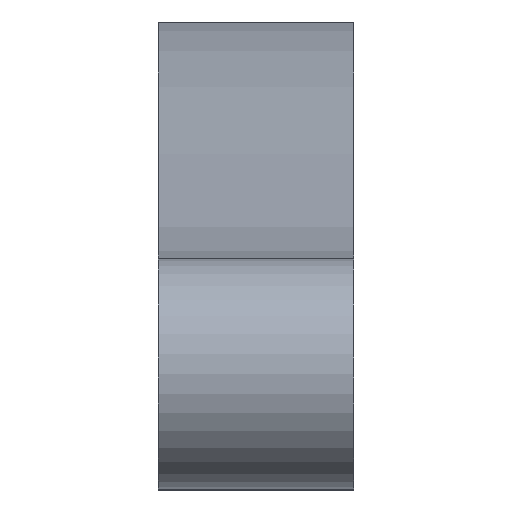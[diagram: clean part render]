
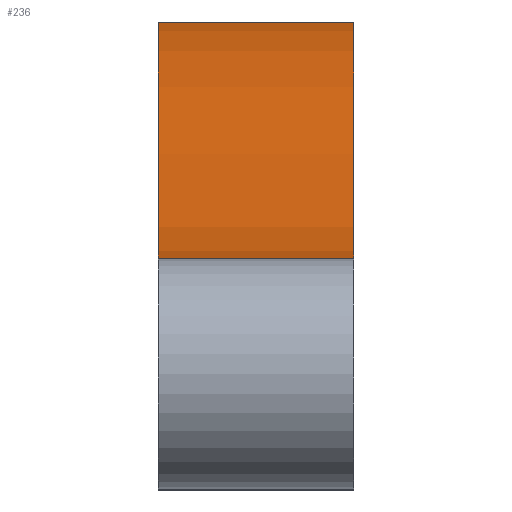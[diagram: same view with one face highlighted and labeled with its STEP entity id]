
A CAD part, top view. The second image highlights one B-rep face of the part: STEP entity #236.
In plain terms, the highlighted free-form (B-spline) face has degree [3, 1] with [4, 2] control points.
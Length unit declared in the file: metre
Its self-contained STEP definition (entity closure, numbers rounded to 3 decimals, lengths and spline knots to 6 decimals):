
#39=LINE('',#355,#58);
#40=LINE('',#362,#59);
#58=VECTOR('',#283,1.);
#59=VECTOR('',#284,1.);
#77=ORIENTED_EDGE('',*,*,#139,.F.);
#78=ORIENTED_EDGE('',*,*,#140,.F.);
#79=ORIENTED_EDGE('',*,*,#141,.T.);
#80=ORIENTED_EDGE('',*,*,#142,.T.);
#139=EDGE_CURVE('',#170,#171,#192,.T.);
#140=EDGE_CURVE('',#172,#170,#39,.T.);
#141=EDGE_CURVE('',#172,#173,#193,.T.);
#142=EDGE_CURVE('',#173,#171,#40,.T.);
#170=VERTEX_POINT('',#353);
#171=VERTEX_POINT('',#354);
#172=VERTEX_POINT('',#356);
#173=VERTEX_POINT('',#361);
#192=B_SPLINE_CURVE_WITH_KNOTS('',3,(#349,#350,#351,#352),.UNSPECIFIED.,
 .F.,.F.,(4,4),(0.,1.),.UNSPECIFIED.);
#193=B_SPLINE_CURVE_WITH_KNOTS('',3,(#357,#358,#359,#360),.UNSPECIFIED.,
 .F.,.F.,(4,4),(0.,1.),.UNSPECIFIED.);
#196=EDGE_LOOP('',(#77,#78,#79,#80));
#215=FACE_BOUND('',#196,.T.);
#234=B_SPLINE_SURFACE_WITH_KNOTS('',3,1,((#341,#342),(#343,#344),(#345,
#346),(#347,#348)),.SURF_OF_LINEAR_EXTRUSION.,.F.,.F.,.F.,(4,4),(2,2),(0.,
1.),(0.,1.),.PIECEWISE_BEZIER_KNOTS.);
#236=ADVANCED_FACE('',(#215),#234,.T.);
#283=DIRECTION('',(1.,0.,0.));
#284=DIRECTION('',(1.,0.,0.));
#341=CARTESIAN_POINT('',(0.,0.017872,-0.063753));
#342=CARTESIAN_POINT('',(0.0085,0.017872,-0.063753));
#343=CARTESIAN_POINT('',(0.,0.026564,-0.045929));
#344=CARTESIAN_POINT('',(0.0085,0.026564,-0.045929));
#345=CARTESIAN_POINT('',(0.,0.01,-0.031059));
#346=CARTESIAN_POINT('',(0.0085,0.01,-0.031059));
#347=CARTESIAN_POINT('',(0.,0.01,-0.013695));
#348=CARTESIAN_POINT('',(0.0085,0.01,-0.013695));
#349=CARTESIAN_POINT('',(0.0085,0.017872,-0.063753));
#350=CARTESIAN_POINT('',(0.0085,0.026564,-0.045929));
#351=CARTESIAN_POINT('',(0.0085,0.01,-0.031059));
#352=CARTESIAN_POINT('',(0.0085,0.01,-0.013695));
#353=CARTESIAN_POINT('',(0.0085,0.017872,-0.063753));
#354=CARTESIAN_POINT('',(0.0085,0.01,-0.013695));
#355=CARTESIAN_POINT('',(0.,0.017872,-0.063753));
#356=CARTESIAN_POINT('',(0.,0.017872,-0.063753));
#357=CARTESIAN_POINT('',(0.,0.017872,-0.063753));
#358=CARTESIAN_POINT('',(0.,0.026564,-0.045929));
#359=CARTESIAN_POINT('',(0.,0.01,-0.031059));
#360=CARTESIAN_POINT('',(0.,0.01,-0.013695));
#361=CARTESIAN_POINT('',(0.,0.01,-0.013695));
#362=CARTESIAN_POINT('',(0.,0.01,-0.013695));
